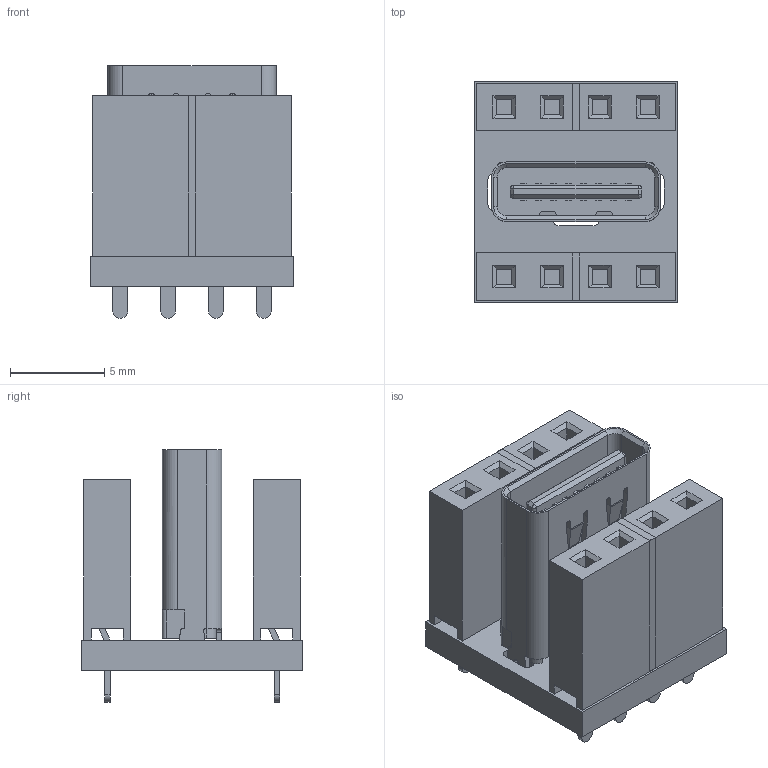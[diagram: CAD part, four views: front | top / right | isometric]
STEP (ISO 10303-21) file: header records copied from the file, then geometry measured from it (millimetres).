
FILE_DESCRIPTION(('Designed by EasyEDA Pro'),'2;1');
FILE_NAME('Open CASCADE Shape Model','2023-07-23T14:45:02',('Author'),( 'Open CASCADE'),'Open CASCADE STEP processor 7.6','Open CASCADE 7.6' ,'Unknown');
FILE_SCHEMA(('AUTOMOTIVE_DESIGN { 1 0 10303 214 1 1 1 1 }'));
Length unit declared in the file: millimetre
Products named in the file (11): PCBModel; COMPOUND; H1; HDR-TH_2P-P2.54-V-F; SOLID; H2; H3; H4; USB2; USB-C-SMD_TYPE-C-31-D-02
Assembly tree (13 placements, depth 4):
  PCBModel
    COMPOUND
    H1
      HDR-TH_2P-P2.54-V-F
        SOLID
    H2
      HDR-TH_2P-P2.54-V-F
        SOLID
    H3
      HDR-TH_2P-P2.54-V-F
        SOLID
    H4
      HDR-TH_2P-P2.54-V-F
        SOLID
    USB2
      USB-C-SMD_TYPE-C-31-D-02
        COMPOUND
Bounding box: 10.81 x 11.76 x 13.4 mm (x, y, z)
Volume: 817 mm3; surface area: 1689.2 mm2
Topology: 41 solids, 41 shells, 1967 faces, 5253 edges, 3472 vertices
Faces by surface type: plane 1281, bspline 568, cylinder 110, cone 8
Full cylindrical faces by diameter (mm): 1.2 x8
Entity records: 41921 total; most frequent: CARTESIAN_POINT 9873, ORIENTED_EDGE 5194, DIRECTION 3845, EDGE_CURVE 2597, LINE 1929, VECTOR 1929, VERTEX_POINT 1714, FACE_BOUND 1073
